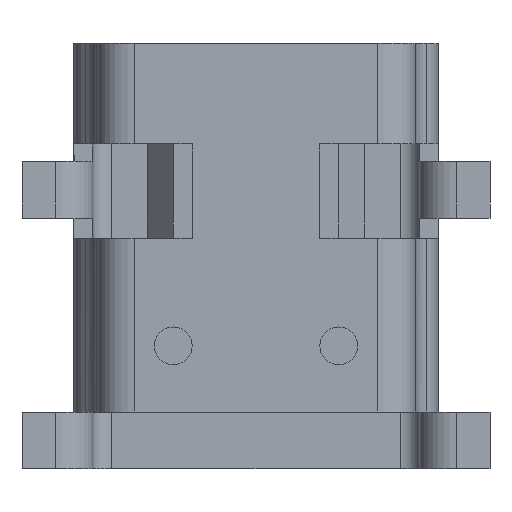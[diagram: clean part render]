
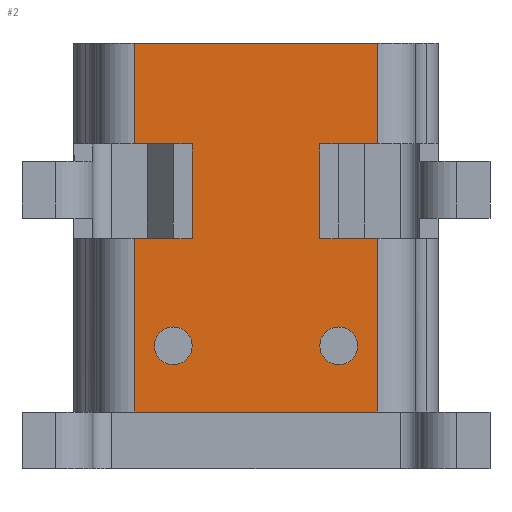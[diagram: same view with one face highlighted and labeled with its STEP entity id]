
A CAD part, front view. The second image highlights one B-rep face of the part: STEP entity #2.
In plain terms, the highlighted planar face has unit normal (0, -1, 0).
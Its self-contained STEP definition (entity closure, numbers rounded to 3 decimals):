
#1 = ORIENTED_EDGE ( 'NONE', *, *, #12, .F. ) ;
#2 = ADVANCED_FACE ( 'NONE', ( #1275, #1274, #1273 ), #1241, .T. ) ;
#5 = EDGE_LOOP ( 'NONE', ( #1, #13 ) ) ;
#6 = VERTEX_POINT ( 'NONE', #1232 ) ;
#7 = EDGE_CURVE ( 'NONE', #10, #6, #1231, .T. ) ;
#10 = VERTEX_POINT ( 'NONE', #1222 ) ;
#12 = EDGE_CURVE ( 'NONE', #6, #10, #1221, .T. ) ;
#13 = ORIENTED_EDGE ( 'NONE', *, *, #7, .F. ) ;
#14 = EDGE_LOOP ( 'NONE', ( #3287, #3337, #3519, #3514, #3517, #3332, #3511, #3284, #3409, #3412, #3415, #3336 ) ) ;
#1217 = DIRECTION ( 'NONE',  ( 0., 0., -1. ) ) ;
#1218 = DIRECTION ( 'NONE',  ( 0., -1., 0. ) ) ;
#1219 = CARTESIAN_POINT ( 'NONE',  ( -1.75, 0., 0. ) ) ;
#1220 = AXIS2_PLACEMENT_3D ( 'NONE', #1219, #1218, #1217 ) ;
#1221 = CIRCLE ( 'NONE', #1220, 0.4 ) ;
#1222 = CARTESIAN_POINT ( 'NONE',  ( -1.75, 0., -0.4 ) ) ;
#1227 = DIRECTION ( 'NONE',  ( 0., 0., -1. ) ) ;
#1228 = DIRECTION ( 'NONE',  ( 0., -1., 0. ) ) ;
#1229 = CARTESIAN_POINT ( 'NONE',  ( -1.75, 0., 0. ) ) ;
#1230 = AXIS2_PLACEMENT_3D ( 'NONE', #1229, #1228, #1227 ) ;
#1231 = CIRCLE ( 'NONE', #1230, 0.4 ) ;
#1232 = CARTESIAN_POINT ( 'NONE',  ( -1.75, 0., 0.4 ) ) ;
#1237 = DIRECTION ( 'NONE',  ( 0., 0., -1. ) ) ;
#1238 = DIRECTION ( 'NONE',  ( 0., -1., 0. ) ) ;
#1239 = CARTESIAN_POINT ( 'NONE',  ( -2.575, 0., -2.6 ) ) ;
#1240 = AXIS2_PLACEMENT_3D ( 'NONE', #1239, #1238, #1237 ) ;
#1241 = PLANE ( 'NONE',  #1240 ) ;
#1273 = FACE_BOUND ( 'NONE', #3272, .T. ) ;
#1274 = FACE_OUTER_BOUND ( 'NONE', #14, .T. ) ;
#1275 = FACE_BOUND ( 'NONE', #5, .T. ) ;
#3050 = CARTESIAN_POINT ( 'NONE',  ( 1.75, 0., 0.4 ) ) ;
#3051 = DIRECTION ( 'NONE',  ( 0., 0., 1. ) ) ;
#3052 = DIRECTION ( 'NONE',  ( 0., -1., 0. ) ) ;
#3053 = CARTESIAN_POINT ( 'NONE',  ( 1.75, 0., 0. ) ) ;
#3054 = AXIS2_PLACEMENT_3D ( 'NONE', #3053, #3052, #3051 ) ;
#3055 = CIRCLE ( 'NONE', #3054, 0.4 ) ;
#3056 = CARTESIAN_POINT ( 'NONE',  ( 1.75, 0., -0.4 ) ) ;
#3171 = DIRECTION ( 'NONE',  ( 0., 0., 1. ) ) ;
#3172 = DIRECTION ( 'NONE',  ( 0., -1., 0. ) ) ;
#3173 = CARTESIAN_POINT ( 'NONE',  ( 1.75, 0., 0. ) ) ;
#3174 = AXIS2_PLACEMENT_3D ( 'NONE', #3173, #3172, #3171 ) ;
#3184 = CARTESIAN_POINT ( 'NONE',  ( 2.575, 0., 6.4 ) ) ;
#3185 = DIRECTION ( 'NONE',  ( 0., 0., 1. ) ) ;
#3186 = VECTOR ( 'NONE', #3185, 1000. ) ;
#3187 = CARTESIAN_POINT ( 'NONE',  ( 2.575, 0., -2.6 ) ) ;
#3188 = LINE ( 'NONE', #3187, #3186 ) ;
#3189 = CARTESIAN_POINT ( 'NONE',  ( 2.575, 0., 4.27 ) ) ;
#3190 = DIRECTION ( 'NONE',  ( -1., 0., 0. ) ) ;
#3191 = VECTOR ( 'NONE', #3190, 1000. ) ;
#3192 = CARTESIAN_POINT ( 'NONE',  ( 3.85, 0., 4.27 ) ) ;
#3193 = LINE ( 'NONE', #3192, #3191 ) ;
#3198 = CIRCLE ( 'NONE', #3174, 0.4 ) ;
#3199 = DIRECTION ( 'NONE',  ( 0., 0., 1. ) ) ;
#3200 = VECTOR ( 'NONE', #3199, 1000. ) ;
#3201 = CARTESIAN_POINT ( 'NONE',  ( -1.35, 0., 4.27 ) ) ;
#3206 = LINE ( 'NONE', #3201, #3200 ) ;
#3249 = VERTEX_POINT ( 'NONE', #3056 ) ;
#3251 = EDGE_CURVE ( 'NONE', #3249, #3252, #3055, .T. ) ;
#3252 = VERTEX_POINT ( 'NONE', #3050 ) ;
#3271 = EDGE_CURVE ( 'NONE', #3402, #3335, #3206, .T. ) ;
#3272 = EDGE_LOOP ( 'NONE', ( #3273, #3275 ) ) ;
#3273 = ORIENTED_EDGE ( 'NONE', *, *, #3274, .F. ) ;
#3274 = EDGE_CURVE ( 'NONE', #3252, #3249, #3198, .T. ) ;
#3275 = ORIENTED_EDGE ( 'NONE', *, *, #3251, .F. ) ;
#3282 = EDGE_CURVE ( 'NONE', #3283, #3334, #3193, .T. ) ;
#3283 = VERTEX_POINT ( 'NONE', #3189 ) ;
#3284 = ORIENTED_EDGE ( 'NONE', *, *, #3285, .T. ) ;
#3285 = EDGE_CURVE ( 'NONE', #3283, #3286, #3188, .T. ) ;
#3286 = VERTEX_POINT ( 'NONE', #3184 ) ;
#3287 = ORIENTED_EDGE ( 'NONE', *, *, #3400, .F. ) ;
#3332 = ORIENTED_EDGE ( 'NONE', *, *, #3333, .F. ) ;
#3333 = EDGE_CURVE ( 'NONE', #3334, #3408, #3766, .T. ) ;
#3334 = VERTEX_POINT ( 'NONE', #3762 ) ;
#3335 = VERTEX_POINT ( 'NONE', #3761 ) ;
#3336 = ORIENTED_EDGE ( 'NONE', *, *, #3271, .F. ) ;
#3337 = ORIENTED_EDGE ( 'NONE', *, *, #3338, .F. ) ;
#3338 = EDGE_CURVE ( 'NONE', #3518, #3401, #3760, .T. ) ;
#3400 = EDGE_CURVE ( 'NONE', #3401, #3402, #3677, .T. ) ;
#3401 = VERTEX_POINT ( 'NONE', #3673 ) ;
#3402 = VERTEX_POINT ( 'NONE', #3672 ) ;
#3407 = EDGE_CURVE ( 'NONE', #3408, #3516, #3660, .T. ) ;
#3408 = VERTEX_POINT ( 'NONE', #3656 ) ;
#3409 = ORIENTED_EDGE ( 'NONE', *, *, #3410, .F. ) ;
#3410 = EDGE_CURVE ( 'NONE', #3411, #3286, #3655, .T. ) ;
#3411 = VERTEX_POINT ( 'NONE', #3651 ) ;
#3412 = ORIENTED_EDGE ( 'NONE', *, *, #3413, .F. ) ;
#3413 = EDGE_CURVE ( 'NONE', #3414, #3411, #3650, .T. ) ;
#3414 = VERTEX_POINT ( 'NONE', #3646 ) ;
#3415 = ORIENTED_EDGE ( 'NONE', *, *, #3416, .F. ) ;
#3416 = EDGE_CURVE ( 'NONE', #3335, #3414, #3645, .T. ) ;
#3511 = ORIENTED_EDGE ( 'NONE', *, *, #3282, .F. ) ;
#3514 = ORIENTED_EDGE ( 'NONE', *, *, #3515, .T. ) ;
#3515 = EDGE_CURVE ( 'NONE', #3521, #3516, #3914, .T. ) ;
#3516 = VERTEX_POINT ( 'NONE', #3910 ) ;
#3517 = ORIENTED_EDGE ( 'NONE', *, *, #3407, .F. ) ;
#3518 = VERTEX_POINT ( 'NONE', #3909 ) ;
#3519 = ORIENTED_EDGE ( 'NONE', *, *, #3520, .F. ) ;
#3520 = EDGE_CURVE ( 'NONE', #3521, #3518, #3908, .T. ) ;
#3521 = VERTEX_POINT ( 'NONE', #3904 ) ;
#3645 = LINE ( 'NONE', #3802, #3801 ) ;
#3646 = CARTESIAN_POINT ( 'NONE',  ( -2.575, 0., 4.27 ) ) ;
#3647 = DIRECTION ( 'NONE',  ( 0., 0., 1. ) ) ;
#3648 = VECTOR ( 'NONE', #3647, 1000. ) ;
#3649 = CARTESIAN_POINT ( 'NONE',  ( -2.575, 0., -2.6 ) ) ;
#3650 = LINE ( 'NONE', #3649, #3648 ) ;
#3651 = CARTESIAN_POINT ( 'NONE',  ( -2.575, 0., 6.4 ) ) ;
#3652 = DIRECTION ( 'NONE',  ( 1., 0., 0. ) ) ;
#3653 = VECTOR ( 'NONE', #3652, 1000. ) ;
#3654 = CARTESIAN_POINT ( 'NONE',  ( -2.575, 0., 6.4 ) ) ;
#3655 = LINE ( 'NONE', #3654, #3653 ) ;
#3656 = CARTESIAN_POINT ( 'NONE',  ( 1.35, 0., 2.27 ) ) ;
#3657 = DIRECTION ( 'NONE',  ( 1., 0., 0. ) ) ;
#3658 = VECTOR ( 'NONE', #3657, 1000. ) ;
#3659 = CARTESIAN_POINT ( 'NONE',  ( 3.85, 0., 2.27 ) ) ;
#3660 = LINE ( 'NONE', #3659, #3658 ) ;
#3672 = CARTESIAN_POINT ( 'NONE',  ( -1.35, 0., 2.27 ) ) ;
#3673 = CARTESIAN_POINT ( 'NONE',  ( -2.575, 0., 2.27 ) ) ;
#3674 = DIRECTION ( 'NONE',  ( 1., 0., 0. ) ) ;
#3675 = VECTOR ( 'NONE', #3674, 1000. ) ;
#3676 = CARTESIAN_POINT ( 'NONE',  ( -3.85, 0., 2.27 ) ) ;
#3677 = LINE ( 'NONE', #3676, #3675 ) ;
#3757 = DIRECTION ( 'NONE',  ( 0., 0., 1. ) ) ;
#3758 = VECTOR ( 'NONE', #3757, 1000. ) ;
#3759 = CARTESIAN_POINT ( 'NONE',  ( -2.575, 0., -2.6 ) ) ;
#3760 = LINE ( 'NONE', #3759, #3758 ) ;
#3761 = CARTESIAN_POINT ( 'NONE',  ( -1.35, 0., 4.27 ) ) ;
#3762 = CARTESIAN_POINT ( 'NONE',  ( 1.35, 0., 4.27 ) ) ;
#3763 = DIRECTION ( 'NONE',  ( 0., 0., -1. ) ) ;
#3764 = VECTOR ( 'NONE', #3763, 1000. ) ;
#3765 = CARTESIAN_POINT ( 'NONE',  ( 1.35, 0., 4.27 ) ) ;
#3766 = LINE ( 'NONE', #3765, #3764 ) ;
#3800 = DIRECTION ( 'NONE',  ( -1., 0., 0. ) ) ;
#3801 = VECTOR ( 'NONE', #3800, 1000. ) ;
#3802 = CARTESIAN_POINT ( 'NONE',  ( -3.85, 0., 4.27 ) ) ;
#3904 = CARTESIAN_POINT ( 'NONE',  ( 2.575, 0., -1.4 ) ) ;
#3905 = DIRECTION ( 'NONE',  ( -1., 0., 0. ) ) ;
#3906 = VECTOR ( 'NONE', #3905, 1000. ) ;
#3907 = CARTESIAN_POINT ( 'NONE',  ( 2.575, 0., -1.4 ) ) ;
#3908 = LINE ( 'NONE', #3907, #3906 ) ;
#3909 = CARTESIAN_POINT ( 'NONE',  ( -2.575, 0., -1.4 ) ) ;
#3910 = CARTESIAN_POINT ( 'NONE',  ( 2.575, 0., 2.27 ) ) ;
#3911 = DIRECTION ( 'NONE',  ( 0., 0., 1. ) ) ;
#3912 = VECTOR ( 'NONE', #3911, 1000. ) ;
#3913 = CARTESIAN_POINT ( 'NONE',  ( 2.575, 0., -2.6 ) ) ;
#3914 = LINE ( 'NONE', #3913, #3912 ) ;
